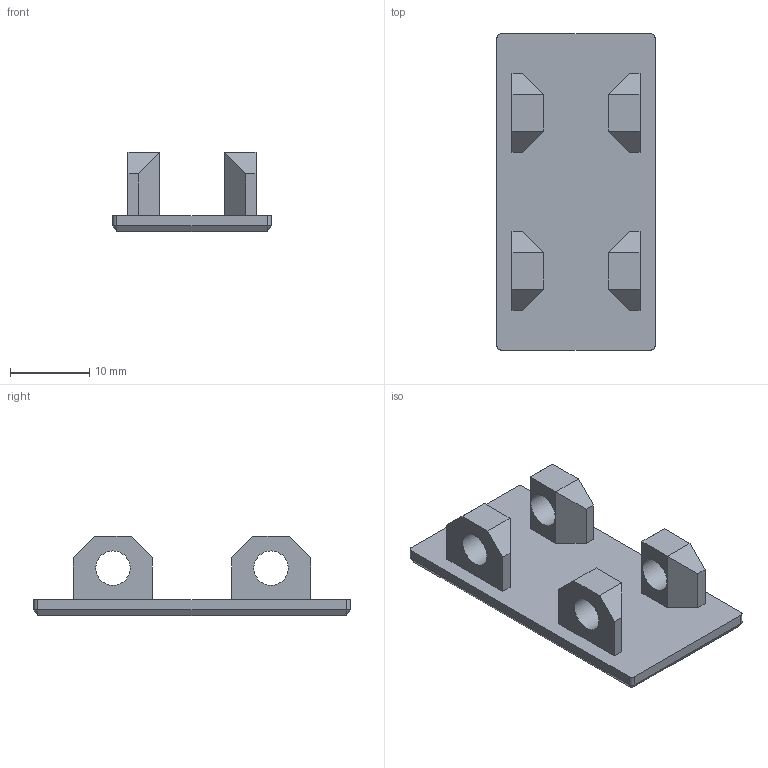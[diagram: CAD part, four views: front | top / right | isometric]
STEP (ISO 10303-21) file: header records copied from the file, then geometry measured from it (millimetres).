
FILE_DESCRIPTION(/* description */ (''),/* implementation_level */ '2;1');
FILE_NAME(/* name */ 'end_cap.step',/* time_stamp */ '2017-10-01T11:32:48+02:00',/* author */ ('gregsaun'),/* organization */ (''),/* preprocessor_version */ 'ST-DEVELOPER v16.13',/* originating_system */ 'Autodesk Translation Framework v6.5.0.72',/* authorisation */ '');
FILE_SCHEMA (('AUTOMOTIVE_DESIGN { 1 0 10303 214 3 1 1 }'));
Length unit declared in the file: millimetre
Products named in the file (1): end_cap v5
Bounding box: 20 x 40 x 10 mm (x, y, z)
Volume: 2105.3 mm3; surface area: 2753.3 mm2
Topology: 1 solids, 1 shells, 75 faces, 167 edges, 106 vertices
Faces by surface type: plane 54, cylinder 10, bspline 7, cone 4
Full cylindrical faces by diameter (mm): 1.49 x2, 4.35 x4
Entity records: 2662 total; most frequent: CARTESIAN_POINT 948, DIRECTION 335, ORIENTED_EDGE 334, EDGE_CURVE 167, LINE 129, VECTOR 129, VERTEX_POINT 106, AXIS2_PLACEMENT_3D 103
